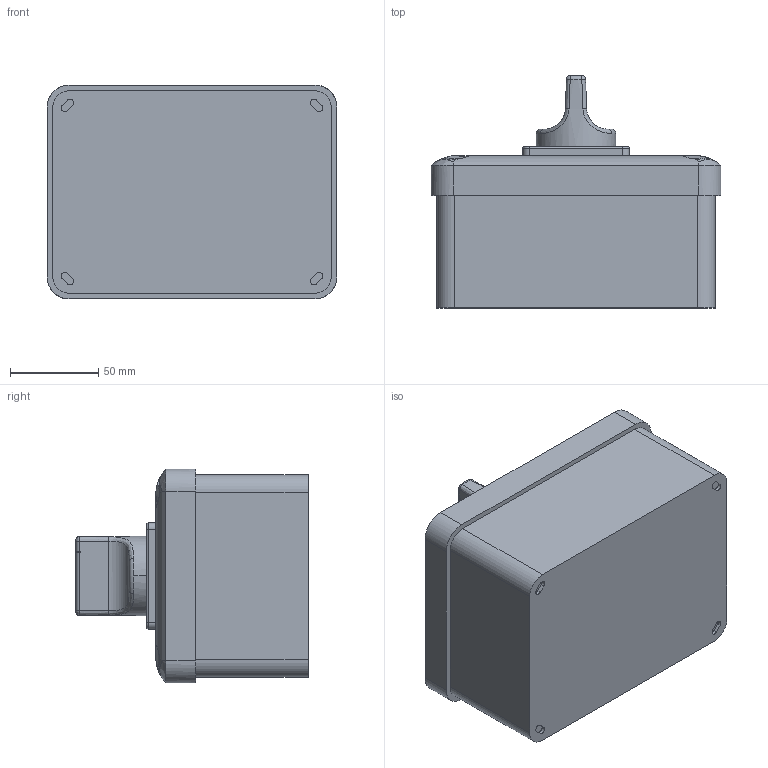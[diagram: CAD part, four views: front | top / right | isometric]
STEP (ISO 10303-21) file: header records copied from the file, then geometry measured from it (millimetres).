
FILE_DESCRIPTION((''),'2;1');
FILE_NAME('VC1GUN','2016-04-21T',('SESA328007'),('Schneider-Electric'),'PRO/ENGINEER BY PARAMETRIC TECHNOLOGY CORPORATION, 2014310','PRO/ENGINEER BY PARAMETRIC TECHNOLOGY CORPORATION, 2014310','');
FILE_SCHEMA(('CONFIG_CONTROL_DESIGN'));
Length unit declared in the file: millimetre
Products named in the file (1): VC1GUN
Bounding box: 164 x 131.37 x 121 mm (x, y, z)
Volume: 1628330.5 mm3; surface area: 89992.9 mm2
Topology: 1 solids, 1 shells, 164 faces, 406 edges, 260 vertices
Faces by surface type: cylinder 69, plane 67, bspline 20, torus 8
Entity records: 5938 total; most frequent: CARTESIAN_POINT 2144, ORIENTED_EDGE 812, DIRECTION 732, EDGE_CURVE 406, AXIS2_PLACEMENT_3D 268, VERTEX_POINT 260, VECTOR 196, LINE 196
